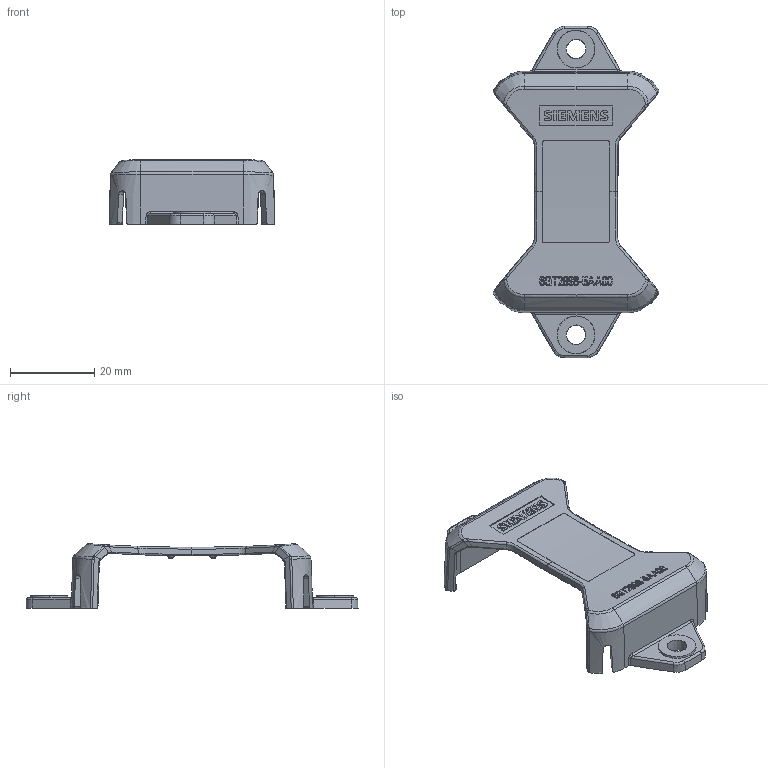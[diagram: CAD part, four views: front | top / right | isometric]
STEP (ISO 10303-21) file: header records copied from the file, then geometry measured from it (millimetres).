
FILE_DESCRIPTION (( 'STEP AP214' ), '1' );
FILE_NAME ('6GT28985AA00_002_STEP.STEP', '2018-01-08T11:42:41', ( '' ), ( '' ), 'SwSTEP 2.0', 'SolidWorks 2017', '' );
FILE_SCHEMA (( 'AUTOMOTIVE_DESIGN' ));
Length unit declared in the file: millimetre
Products named in the file (2): 6GT28985AA00_002_STEP; Body
Assembly tree (1 placements, depth 2):
  6GT28985AA00_002_STEP
    Body
Bounding box: 39.44 x 79 x 15.35 mm (x, y, z)
Volume: 5556.9 mm3; surface area: 6198 mm2
Topology: 1 solids, 1 shells, 706 faces, 1846 edges, 1161 vertices
Faces by surface type: bspline 423, plane 161, cylinder 86, sphere 16, torus 12, cone 8
Entity records: 44416 total; most frequent: CARTESIAN_POINT 22830, ORIENTED_EDGE 3660, EDGE_CURVE 1830, DIRECTION 1523, VERTEX_POINT 1161, B_SPLINE_CURVE_WITH_KNOTS 970, EDGE_LOOP 745, UNCERTAINTY_MEASURE_WITH_UNIT 710
